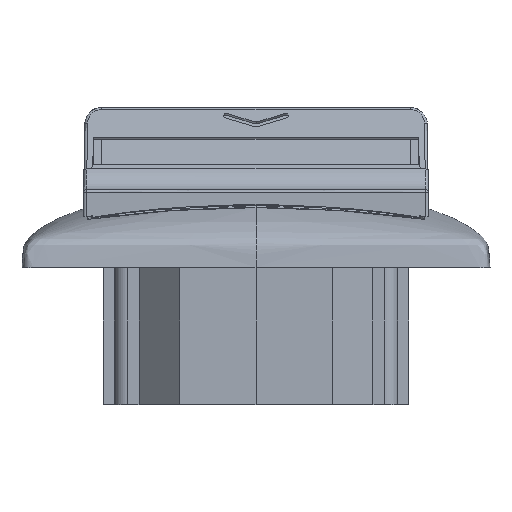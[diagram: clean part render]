
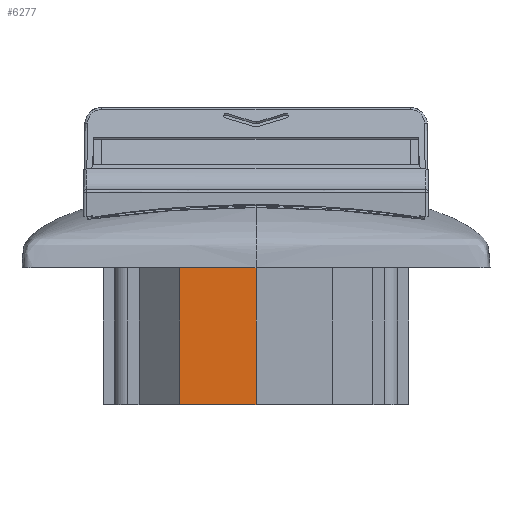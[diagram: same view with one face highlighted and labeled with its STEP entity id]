
A CAD part, front view. The second image highlights one B-rep face of the part: STEP entity #6277.
In plain terms, the highlighted planar face has unit normal (0.001, -1, 0).
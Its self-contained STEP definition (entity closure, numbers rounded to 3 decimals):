
#1434 = EDGE_CURVE ( 'NONE', #13520, #23424, #20497, .T. ) ;
#2351 = ORIENTED_EDGE ( 'NONE', *, *, #13118, .T. ) ;
#6274 = CARTESIAN_POINT ( 'NONE',  ( 0., -25.756, -1. ) ) ;
#6277 = ADVANCED_FACE ( 'NONE', ( #28855 ), #12725, .T. ) ;
#7061 = VERTEX_POINT ( 'NONE', #9377 ) ;
#9217 = CARTESIAN_POINT ( 'NONE',  ( 0., -25.756, -25. ) ) ;
#9377 = CARTESIAN_POINT ( 'NONE',  ( 0., -25.756, -1. ) ) ;
#10294 = ORIENTED_EDGE ( 'NONE', *, *, #32523, .F. ) ;
#12489 = CARTESIAN_POINT ( 'NONE',  ( 0., -25.756, -25. ) ) ;
#12725 = PLANE ( 'NONE',  #21536 ) ;
#13107 = ORIENTED_EDGE ( 'NONE', *, *, #1434, .F. ) ;
#13118 = EDGE_CURVE ( 'NONE', #7061, #32898, #33954, .T. ) ;
#13520 = VERTEX_POINT ( 'NONE', #9217 ) ;
#16458 = CARTESIAN_POINT ( 'NONE',  ( -13.375, -25.775, -1. ) ) ;
#17234 = DIRECTION ( 'NONE',  ( -1., -0.001, 0. ) ) ;
#18847 = DIRECTION ( 'NONE',  ( 0.001, -1., 0. ) ) ;
#19299 = ORIENTED_EDGE ( 'NONE', *, *, #34132, .T. ) ;
#19481 = CARTESIAN_POINT ( 'NONE',  ( 0., -25.756, -1. ) ) ;
#19562 = DIRECTION ( 'NONE',  ( 0., 0., -1. ) ) ;
#19803 = DIRECTION ( 'NONE',  ( -1., -0.001, 0. ) ) ;
#20497 = LINE ( 'NONE', #12489, #33342 ) ;
#21536 = AXIS2_PLACEMENT_3D ( 'NONE', #19481, #18847, #39279 ) ;
#23424 = VERTEX_POINT ( 'NONE', #38230 ) ;
#27141 = VECTOR ( 'NONE', #19803, 1000. ) ;
#28678 = DIRECTION ( 'NONE',  ( 0., 0., -1. ) ) ;
#28855 = FACE_OUTER_BOUND ( 'NONE', #34906, .T. ) ;
#31292 = VECTOR ( 'NONE', #28678, 1000. ) ;
#32523 = EDGE_CURVE ( 'NONE', #7061, #13520, #36095, .T. ) ;
#32898 = VERTEX_POINT ( 'NONE', #16458 ) ;
#33342 = VECTOR ( 'NONE', #17234, 1000. ) ;
#33740 = CARTESIAN_POINT ( 'NONE',  ( -13.375, -25.775, -1. ) ) ;
#33954 = LINE ( 'NONE', #33740, #27141 ) ;
#34132 = EDGE_CURVE ( 'NONE', #32898, #23424, #38880, .T. ) ;
#34670 = VECTOR ( 'NONE', #19562, 1000. ) ;
#34906 = EDGE_LOOP ( 'NONE', ( #19299, #13107, #10294, #2351 ) ) ;
#36095 = LINE ( 'NONE', #6274, #34670 ) ;
#38230 = CARTESIAN_POINT ( 'NONE',  ( -13.375, -25.775, -25. ) ) ;
#38880 = LINE ( 'NONE', #41938, #31292 ) ;
#39279 = DIRECTION ( 'NONE',  ( 0., 0., -1. ) ) ;
#41938 = CARTESIAN_POINT ( 'NONE',  ( -13.375, -25.775, -1. ) ) ;
